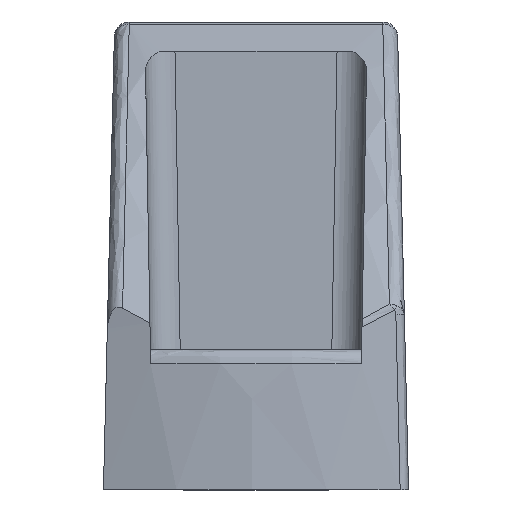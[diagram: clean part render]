
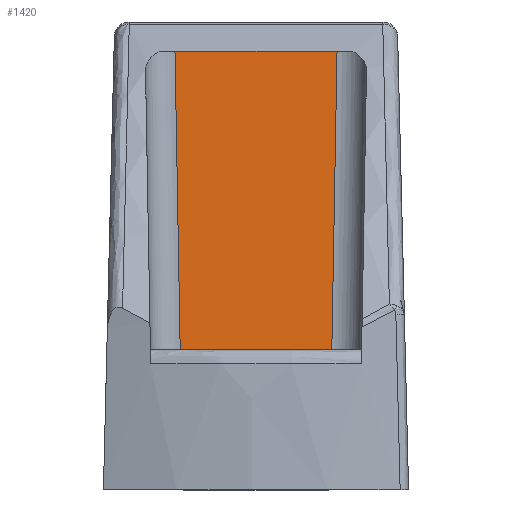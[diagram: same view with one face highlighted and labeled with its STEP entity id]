
A CAD part, left-side view. The second image highlights one B-rep face of the part: STEP entity #1420.
In plain terms, the highlighted planar face has unit normal (-1, 0, 0.018).
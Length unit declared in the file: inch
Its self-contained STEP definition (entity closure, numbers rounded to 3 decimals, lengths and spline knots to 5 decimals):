
#177 = CARTESIAN_POINT ( 'NONE',  ( -1.9761, 0.35433, 0.47244 ) ) ;
#204 = DIRECTION ( 'NONE',  ( 0.017, -0.017, 1. ) ) ;
#207 = PLANE ( 'NONE',  #2634 ) ;
#243 = LINE ( 'NONE', #2151, #2395 ) ;
#290 = DIRECTION ( 'NONE',  ( 0., 1., 0. ) ) ;
#324 = VERTEX_POINT ( 'NONE', #711 ) ;
#394 = DIRECTION ( 'NONE',  ( 0., 1., 0. ) ) ;
#425 = DIRECTION ( 'NONE',  ( -0.017, 0., -1. ) ) ;
#434 = CARTESIAN_POINT ( 'NONE',  ( -1.9761, -0.25435, 0.47244 ) ) ;
#487 = CARTESIAN_POINT ( 'NONE',  ( -1.97618, -0.25427, 0.468 ) ) ;
#600 = EDGE_CURVE ( 'NONE', #2528, #696, #709, .T. ) ;
#634 = CARTESIAN_POINT ( 'NONE',  ( -1.95865, 0.2718, 1.47244 ) ) ;
#696 = VERTEX_POINT ( 'NONE', #1913 ) ;
#709 = LINE ( 'NONE', #1820, #2661 ) ;
#711 = CARTESIAN_POINT ( 'NONE',  ( -1.95865, -0.2718, 1.47244 ) ) ;
#733 = CARTESIAN_POINT ( 'NONE',  ( -1.97622, 0.25422, 0.46546 ) ) ;
#764 = ORIENTED_EDGE ( 'NONE', *, *, #2531, .T. ) ;
#765 = VECTOR ( 'NONE', #204, 39.37008 ) ;
#827 = ORIENTED_EDGE ( 'NONE', *, *, #919, .T. ) ;
#919 = EDGE_CURVE ( 'NONE', #2528, #324, #2808, .T. ) ;
#1153 = LINE ( 'NONE', #733, #2799 ) ;
#1409 = ORIENTED_EDGE ( 'NONE', *, *, #600, .F. ) ;
#1420 = ADVANCED_FACE ( 'NONE', ( #1866 ), #207, .F. ) ;
#1820 = CARTESIAN_POINT ( 'NONE',  ( -1.9761, 0., 0.47244 ) ) ;
#1866 = FACE_OUTER_BOUND ( 'NONE', #2563, .T. ) ;
#1872 = EDGE_CURVE ( 'NONE', #324, #3009, #243, .T. ) ;
#1913 = CARTESIAN_POINT ( 'NONE',  ( -1.9761, 0.25435, 0.47244 ) ) ;
#1994 = DIRECTION ( 'NONE',  ( -0.017, -0.017, -1. ) ) ;
#2151 = CARTESIAN_POINT ( 'NONE',  ( -1.95865, 0., 1.47244 ) ) ;
#2395 = VECTOR ( 'NONE', #394, 39.37008 ) ;
#2495 = DIRECTION ( 'NONE',  ( 1., 0., -0.017 ) ) ;
#2528 = VERTEX_POINT ( 'NONE', #434 ) ;
#2531 = EDGE_CURVE ( 'NONE', #3009, #696, #1153, .T. ) ;
#2563 = EDGE_LOOP ( 'NONE', ( #1409, #827, #3240, #764 ) ) ;
#2634 = AXIS2_PLACEMENT_3D ( 'NONE', #177, #2495, #425 ) ;
#2661 = VECTOR ( 'NONE', #290, 39.37008 ) ;
#2799 = VECTOR ( 'NONE', #1994, 39.37008 ) ;
#2808 = LINE ( 'NONE', #487, #765 ) ;
#3009 = VERTEX_POINT ( 'NONE', #634 ) ;
#3240 = ORIENTED_EDGE ( 'NONE', *, *, #1872, .T. ) ;
